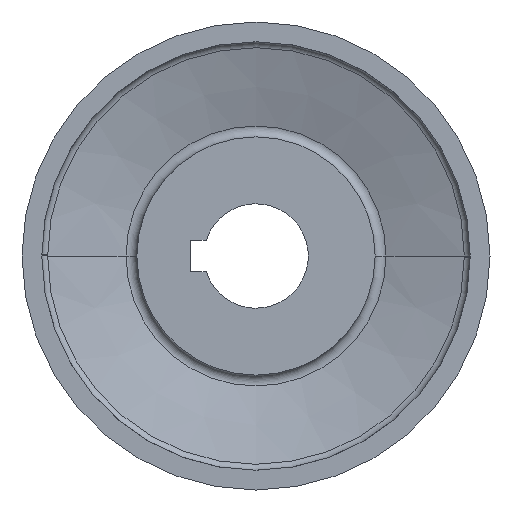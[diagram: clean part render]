
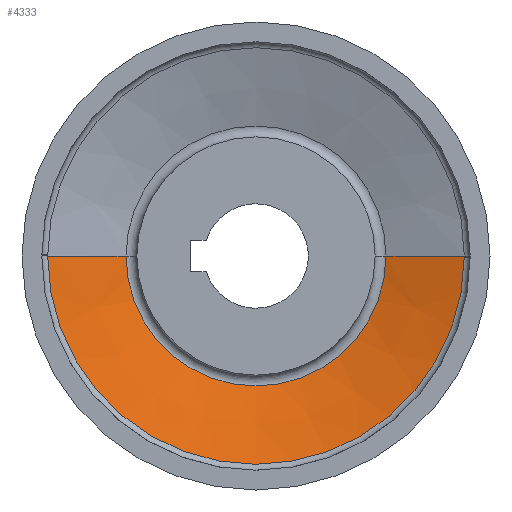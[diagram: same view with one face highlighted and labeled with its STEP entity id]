
A CAD part, left-side view. The second image highlights one B-rep face of the part: STEP entity #4333.
In plain terms, the highlighted conical face has half-angle 73 degrees and reference radius 25.701 mm.
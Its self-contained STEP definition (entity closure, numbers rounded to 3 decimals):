
#197 = DIRECTION ( 'NONE',  ( 0., 1., 0. ) ) ;
#198 = DIRECTION ( 'NONE',  ( -1., 0., 0. ) ) ;
#199 = AXIS2_PLACEMENT_3D ( 'NONE', #208, #198, #197 ) ;
#200 = CIRCLE ( 'NONE', #199, 31.651 ) ;
#203 = CARTESIAN_POINT ( 'NONE',  ( -12.349, 31.651, 0. ) ) ;
#208 = CARTESIAN_POINT ( 'NONE',  ( -12.349, 0., 0. ) ) ;
#262 = CARTESIAN_POINT ( 'NONE',  ( -12.349, -31.651, 0. ) ) ;
#263 = CARTESIAN_POINT ( 'NONE',  ( -12.349, -31.651, -0.164 ) ) ;
#1634 = AXIS2_PLACEMENT_3D ( 'NONE', #1734, #1717, #1716 ) ;
#1683 = CARTESIAN_POINT ( 'NONE',  ( -8.711, -19.75, 0. ) ) ;
#1684 = LINE ( 'NONE', #1683, #1732 ) ;
#1714 = CARTESIAN_POINT ( 'NONE',  ( -8.711, -19.75, 0. ) ) ;
#1716 = DIRECTION ( 'NONE',  ( 0., 1., 0. ) ) ;
#1717 = DIRECTION ( 'NONE',  ( -1., 0., 0. ) ) ;
#1728 = CIRCLE ( 'NONE', #1634, 19.75 ) ;
#1731 = DIRECTION ( 'NONE',  ( -0.292, -0.956, 0. ) ) ;
#1732 = VECTOR ( 'NONE', #1731, 1000. ) ;
#1734 = CARTESIAN_POINT ( 'NONE',  ( -8.711, 0., 0. ) ) ;
#1766 = CARTESIAN_POINT ( 'NONE',  ( -8.711, 19.75, 0. ) ) ;
#1788 = DIRECTION ( 'NONE',  ( -1., 0., 0. ) ) ;
#1812 = CIRCLE ( 'NONE', #1819, 31.651 ) ;
#1813 = LINE ( 'NONE', #1876, #1875 ) ;
#1814 = CONICAL_SURFACE ( 'NONE', #1877, 25.701, 1.274 ) ;
#1819 = AXIS2_PLACEMENT_3D ( 'NONE', #1871, #1867, #1866 ) ;
#1827 = CARTESIAN_POINT ( 'NONE',  ( -10.53, 0., 0. ) ) ;
#1828 = FACE_OUTER_BOUND ( 'NONE', #4273, .T. ) ;
#1866 = DIRECTION ( 'NONE',  ( 0., 1., 0. ) ) ;
#1867 = DIRECTION ( 'NONE',  ( -1., 0., 0. ) ) ;
#1871 = CARTESIAN_POINT ( 'NONE',  ( -12.349, 0., 0. ) ) ;
#1873 = DIRECTION ( 'NONE',  ( 0., -1., 0. ) ) ;
#1874 = DIRECTION ( 'NONE',  ( -0.292, 0.956, 0. ) ) ;
#1875 = VECTOR ( 'NONE', #1874, 1000. ) ;
#1876 = CARTESIAN_POINT ( 'NONE',  ( -8.711, 19.75, 0. ) ) ;
#1877 = AXIS2_PLACEMENT_3D ( 'NONE', #1827, #1788, #1873 ) ;
#3871 = VERTEX_POINT ( 'NONE', #203 ) ;
#3873 = EDGE_CURVE ( 'NONE', #3917, #3918, #200, .T. ) ;
#3917 = VERTEX_POINT ( 'NONE', #263 ) ;
#3918 = VERTEX_POINT ( 'NONE', #262 ) ;
#4260 = ORIENTED_EDGE ( 'NONE', *, *, #4261, .F. ) ;
#4261 = EDGE_CURVE ( 'NONE', #4281, #3918, #1684, .T. ) ;
#4268 = EDGE_CURVE ( 'NONE', #4280, #4281, #1728, .T. ) ;
#4273 = EDGE_LOOP ( 'NONE', ( #4260, #4277, #4334, #4331, #4312 ) ) ;
#4277 = ORIENTED_EDGE ( 'NONE', *, *, #4268, .F. ) ;
#4280 = VERTEX_POINT ( 'NONE', #1766 ) ;
#4281 = VERTEX_POINT ( 'NONE', #1714 ) ;
#4312 = ORIENTED_EDGE ( 'NONE', *, *, #3873, .T. ) ;
#4331 = ORIENTED_EDGE ( 'NONE', *, *, #4335, .T. ) ;
#4332 = EDGE_CURVE ( 'NONE', #4280, #3871, #1813, .T. ) ;
#4333 = ADVANCED_FACE ( 'NONE', ( #1828 ), #1814, .F. ) ;
#4334 = ORIENTED_EDGE ( 'NONE', *, *, #4332, .T. ) ;
#4335 = EDGE_CURVE ( 'NONE', #3871, #3917, #1812, .T. ) ;
